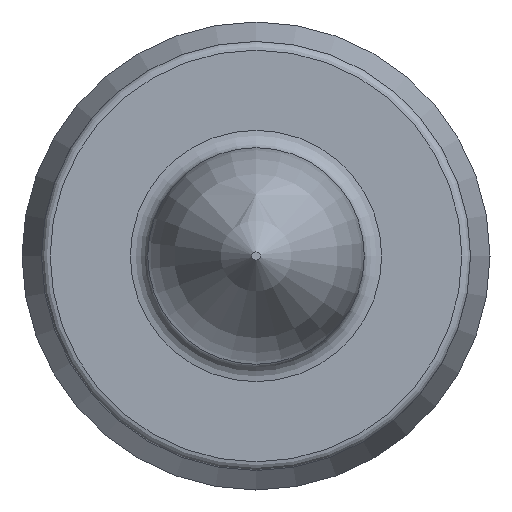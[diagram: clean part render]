
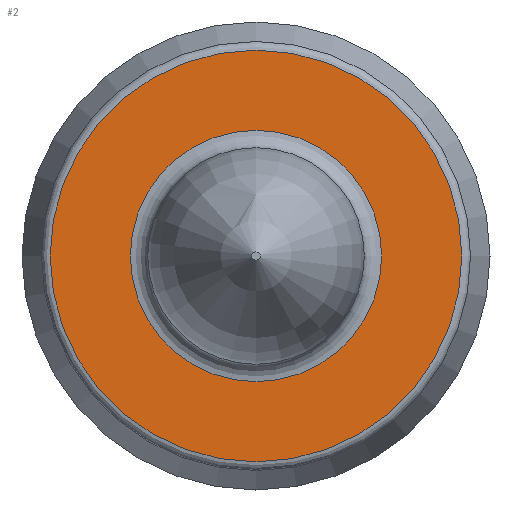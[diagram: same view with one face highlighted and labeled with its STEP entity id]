
A CAD part, left-side view. The second image highlights one B-rep face of the part: STEP entity #2.
In plain terms, the highlighted planar face has unit normal (-1, 0, 0).
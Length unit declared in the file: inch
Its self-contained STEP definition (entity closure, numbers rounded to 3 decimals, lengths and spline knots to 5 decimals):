
#2 = ADVANCED_FACE ( 'NONE', ( #305, #313 ), #311, .F. ) ;
#35 = DIRECTION ( 'NONE',  ( 0., 0., 1. ) ) ;
#78 = ORIENTED_EDGE ( 'NONE', *, *, #175, .F. ) ;
#121 = EDGE_LOOP ( 'NONE', ( #261 ) ) ;
#132 = CARTESIAN_POINT ( 'NONE',  ( 0.105, 0.0145, 0. ) ) ;
#136 = CARTESIAN_POINT ( 'NONE',  ( 0.105, 0., 0.02375 ) ) ;
#155 = EDGE_LOOP ( 'NONE', ( #78 ) ) ;
#168 = VERTEX_POINT ( 'NONE', #136 ) ;
#175 = EDGE_CURVE ( 'NONE', #238, #238, #270, .T. ) ;
#190 = AXIS2_PLACEMENT_3D ( 'NONE', #132, #317, #459 ) ;
#234 = CIRCLE ( 'NONE', #292, 0.02375 ) ;
#238 = VERTEX_POINT ( 'NONE', #243 ) ;
#243 = CARTESIAN_POINT ( 'NONE',  ( 0.105, 0., 0.0145 ) ) ;
#261 = ORIENTED_EDGE ( 'NONE', *, *, #390, .T. ) ;
#270 = CIRCLE ( 'NONE', #428, 0.0145 ) ;
#285 = CARTESIAN_POINT ( 'NONE',  ( 0.105, 0., 0. ) ) ;
#292 = AXIS2_PLACEMENT_3D ( 'NONE', #418, #335, #297 ) ;
#297 = DIRECTION ( 'NONE',  ( 0., 0., 1. ) ) ;
#305 = FACE_BOUND ( 'NONE', #155, .T. ) ;
#311 = PLANE ( 'NONE',  #190 ) ;
#313 = FACE_OUTER_BOUND ( 'NONE', #121, .T. ) ;
#317 = DIRECTION ( 'NONE',  ( 1., 0., 0. ) ) ;
#335 = DIRECTION ( 'NONE',  ( -1., 0., 0. ) ) ;
#363 = DIRECTION ( 'NONE',  ( -1., 0., 0. ) ) ;
#390 = EDGE_CURVE ( 'NONE', #168, #168, #234, .T. ) ;
#418 = CARTESIAN_POINT ( 'NONE',  ( 0.105, 0., 0. ) ) ;
#428 = AXIS2_PLACEMENT_3D ( 'NONE', #285, #363, #35 ) ;
#459 = DIRECTION ( 'NONE',  ( 0., 0., -1. ) ) ;
